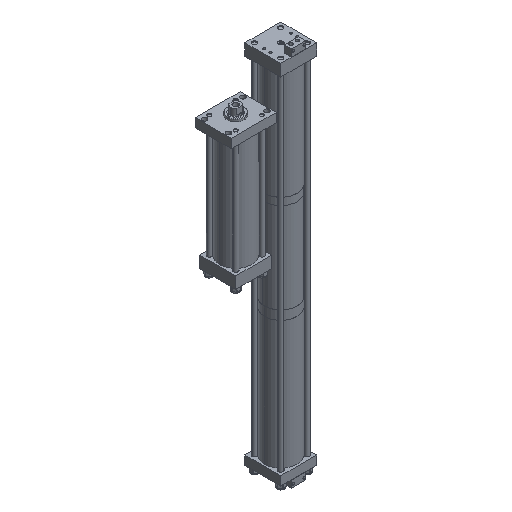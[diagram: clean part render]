
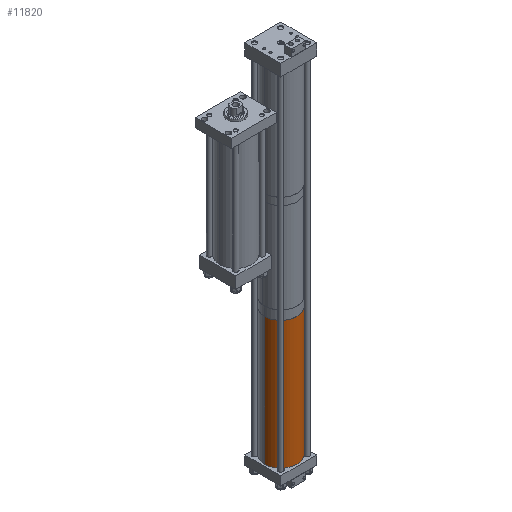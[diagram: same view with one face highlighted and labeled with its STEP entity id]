
A CAD part, isometric view. The second image highlights one B-rep face of the part: STEP entity #11820.
In plain terms, the highlighted cylindrical face has radius 57.15 mm (diameter 114.3 mm), a partial arc.
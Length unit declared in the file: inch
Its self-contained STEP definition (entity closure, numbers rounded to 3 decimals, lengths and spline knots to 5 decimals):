
#236 = ORIENTED_EDGE ( 'NONE', *, *, #9209, .F. ) ;
#827 = CIRCLE ( 'NONE', #11586, 2.25 ) ;
#1022 = CARTESIAN_POINT ( 'NONE',  ( 2.25, 0., 17.803 ) ) ;
#1624 = VECTOR ( 'NONE', #5365, 39.37008 ) ;
#1657 = EDGE_CURVE ( 'NONE', #14122, #13581, #14069, .T. ) ;
#1756 = DIRECTION ( 'NONE',  ( 0., 0., -1. ) ) ;
#1842 = CYLINDRICAL_SURFACE ( 'NONE', #6272, 2.25 ) ;
#2861 = ORIENTED_EDGE ( 'NONE', *, *, #14026, .T. ) ;
#3319 = DIRECTION ( 'NONE',  ( 0., 0., 1. ) ) ;
#3373 = VERTEX_POINT ( 'NONE', #9892 ) ;
#3743 = DIRECTION ( 'NONE',  ( 0., 0., -1. ) ) ;
#4512 = CARTESIAN_POINT ( 'NONE',  ( 2.25, 0., 0. ) ) ;
#4663 = AXIS2_PLACEMENT_3D ( 'NONE', #6876, #11429, #6784 ) ;
#4703 = EDGE_CURVE ( 'NONE', #13581, #3373, #11519, .T. ) ;
#5365 = DIRECTION ( 'NONE',  ( 0., 0., -1. ) ) ;
#5598 = CARTESIAN_POINT ( 'NONE',  ( 0., 0., 0. ) ) ;
#6145 = LINE ( 'NONE', #10023, #7362 ) ;
#6272 = AXIS2_PLACEMENT_3D ( 'NONE', #7293, #3743, #7349 ) ;
#6784 = DIRECTION ( 'NONE',  ( -1., 0., 0. ) ) ;
#6826 = ORIENTED_EDGE ( 'NONE', *, *, #4703, .T. ) ;
#6876 = CARTESIAN_POINT ( 'NONE',  ( 0., 0., 17.803 ) ) ;
#6936 = FACE_OUTER_BOUND ( 'NONE', #9527, .T. ) ;
#7293 = CARTESIAN_POINT ( 'NONE',  ( 0., 0., 17.803 ) ) ;
#7349 = DIRECTION ( 'NONE',  ( -1., 0., 0. ) ) ;
#7362 = VECTOR ( 'NONE', #1756, 39.37008 ) ;
#8916 = CARTESIAN_POINT ( 'NONE',  ( -2.25, 0., 17.803 ) ) ;
#9209 = EDGE_CURVE ( 'NONE', #14122, #9633, #6145, .T. ) ;
#9527 = EDGE_LOOP ( 'NONE', ( #236, #14834, #6826, #2861 ) ) ;
#9633 = VERTEX_POINT ( 'NONE', #4512 ) ;
#9892 = CARTESIAN_POINT ( 'NONE',  ( -2.25, 0., 0. ) ) ;
#10023 = CARTESIAN_POINT ( 'NONE',  ( 2.25, 0., 17.803 ) ) ;
#11429 = DIRECTION ( 'NONE',  ( 0., 0., -1. ) ) ;
#11519 = LINE ( 'NONE', #8916, #1624 ) ;
#11586 = AXIS2_PLACEMENT_3D ( 'NONE', #5598, #3319, #12601 ) ;
#11714 = CARTESIAN_POINT ( 'NONE',  ( -2.25, 0., 17.803 ) ) ;
#11820 = ADVANCED_FACE ( 'NONE', ( #6936 ), #1842, .T. ) ;
#12601 = DIRECTION ( 'NONE',  ( -1., 0., 0. ) ) ;
#13581 = VERTEX_POINT ( 'NONE', #11714 ) ;
#14026 = EDGE_CURVE ( 'NONE', #3373, #9633, #827, .T. ) ;
#14069 = CIRCLE ( 'NONE', #4663, 2.25 ) ;
#14122 = VERTEX_POINT ( 'NONE', #1022 ) ;
#14834 = ORIENTED_EDGE ( 'NONE', *, *, #1657, .T. ) ;
